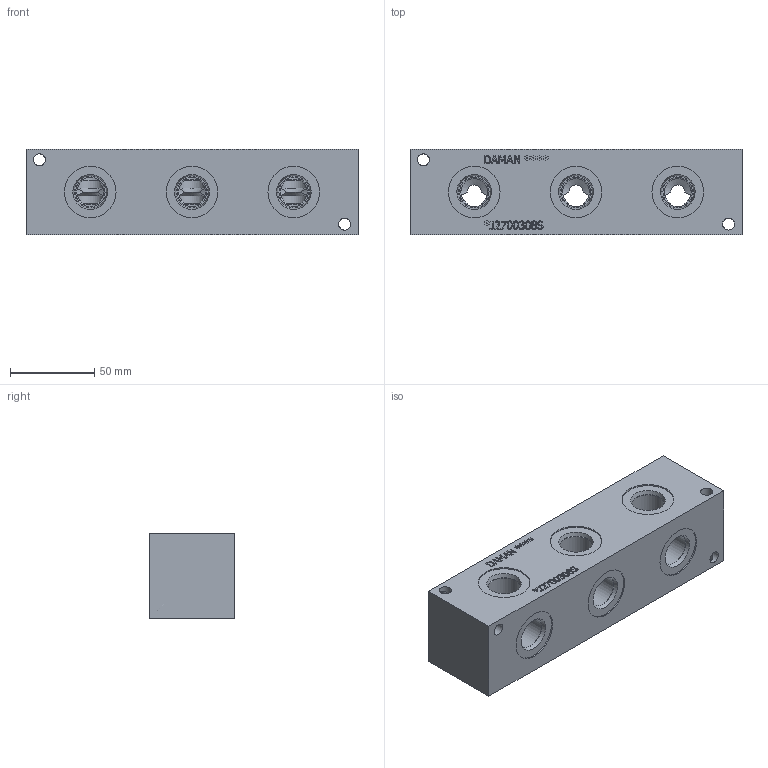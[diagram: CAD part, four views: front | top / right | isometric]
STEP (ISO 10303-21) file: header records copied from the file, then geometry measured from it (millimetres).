
FILE_DESCRIPTION(/* description */ (''),/* implementation_level */ '2;1');
FILE_NAME(/* name */ '_J2700308S.stp',/* time_stamp */ '2020-05-22T11:24:19-04:00',/* author */ ('alexanderw'),/* organization */ (''),/* preprocessor_version */ 'ST-DEVELOPER v17',/* originating_system */ 'Autodesk Inventor 2019',/* authorisation */ '');
FILE_SCHEMA (('AUTOMOTIVE_DESIGN { 1 0 10303 214 3 1 1 }'));
Length unit declared in the file: millimetre
Products named in the file (1): Part_AJ2700308S_3D
Bounding box: 196.85 x 50.8 x 50.8 mm (x, y, z)
Volume: 442752.5 mm3; surface area: 58913 mm2
Topology: 1 solids, 1 shells, 438 faces, 1183 edges, 785 vertices
Faces by surface type: plane 226, bspline 114, cylinder 56, cone 42
Full cylindrical faces by diameter (mm): 7.137 x8, 17.501 x9, 19.05 x9, 19.253 x9, 30.632 x9
Entity records: 14799 total; most frequent: CARTESIAN_POINT 4017, ORIENTED_EDGE 2366, DIRECTION 1787, EDGE_CURVE 1183, VERTEX_POINT 785, LINE 713, VECTOR 713, AXIS2_PLACEMENT_3D 537
